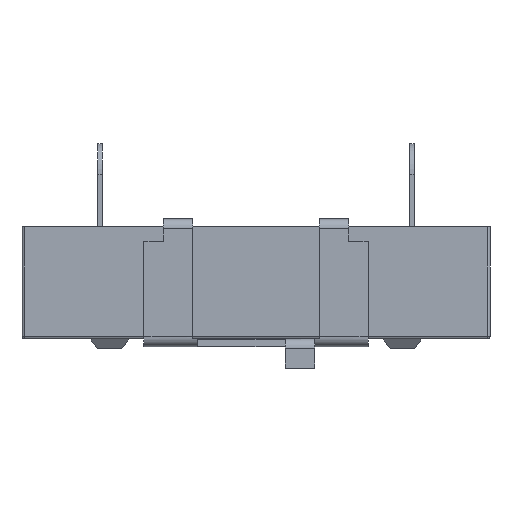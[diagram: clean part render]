
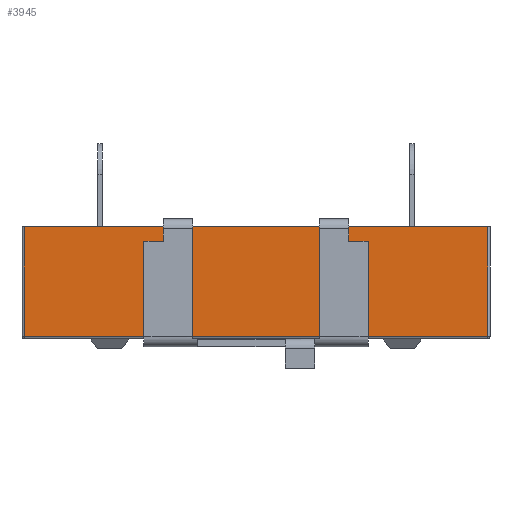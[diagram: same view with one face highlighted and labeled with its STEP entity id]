
A CAD part, front view. The second image highlights one B-rep face of the part: STEP entity #3945.
In plain terms, the highlighted planar face has unit normal (0, -1, 0).
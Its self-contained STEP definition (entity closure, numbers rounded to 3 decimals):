
#155 = LINE ( 'NONE', #3103, #1006 ) ;
#199 = CARTESIAN_POINT ( 'NONE',  ( -25.831, 15.324, 35.113 ) ) ;
#327 = VECTOR ( 'NONE', #3306, 1000. ) ;
#426 = LINE ( 'NONE', #753, #327 ) ;
#427 = EDGE_CURVE ( 'NONE', #469, #3439, #3809, .T. ) ;
#442 = LINE ( 'NONE', #741, #3638 ) ;
#469 = VERTEX_POINT ( 'NONE', #1393 ) ;
#713 = DIRECTION ( 'NONE',  ( 1., 0., 0. ) ) ;
#741 = CARTESIAN_POINT ( 'NONE',  ( 21.919, 15.324, 35.113 ) ) ;
#753 = CARTESIAN_POINT ( 'NONE',  ( 21.669, 15.324, 35.113 ) ) ;
#823 = VERTEX_POINT ( 'NONE', #3771 ) ;
#1006 = VECTOR ( 'NONE', #1516, 1000. ) ;
#1123 = EDGE_CURVE ( 'NONE', #469, #823, #442, .T. ) ;
#1305 = ORIENTED_EDGE ( 'NONE', *, *, #1123, .F. ) ;
#1315 = DIRECTION ( 'NONE',  ( -1., 0., 0. ) ) ;
#1351 = VECTOR ( 'NONE', #4030, 1000. ) ;
#1393 = CARTESIAN_POINT ( 'NONE',  ( -25.831, 15.324, 35.113 ) ) ;
#1516 = DIRECTION ( 'NONE',  ( 1., 0., 0. ) ) ;
#1962 = EDGE_LOOP ( 'NONE', ( #1305, #2830, #1988, #2772 ) ) ;
#1988 = ORIENTED_EDGE ( 'NONE', *, *, #2797, .T. ) ;
#2394 = CARTESIAN_POINT ( 'NONE',  ( 21.669, 15.324, 23.863 ) ) ;
#2571 = PLANE ( 'NONE',  #2582 ) ;
#2582 = AXIS2_PLACEMENT_3D ( 'NONE', #2896, #3229, #1315 ) ;
#2772 = ORIENTED_EDGE ( 'NONE', *, *, #4072, .T. ) ;
#2794 = CARTESIAN_POINT ( 'NONE',  ( -25.831, 15.324, 23.863 ) ) ;
#2797 = EDGE_CURVE ( 'NONE', #3439, #3302, #155, .T. ) ;
#2830 = ORIENTED_EDGE ( 'NONE', *, *, #427, .T. ) ;
#2896 = CARTESIAN_POINT ( 'NONE',  ( 21.919, 15.324, 35.113 ) ) ;
#3103 = CARTESIAN_POINT ( 'NONE',  ( 21.919, 15.324, 23.863 ) ) ;
#3169 = FACE_OUTER_BOUND ( 'NONE', #1962, .T. ) ;
#3229 = DIRECTION ( 'NONE',  ( 0., 1., 0. ) ) ;
#3302 = VERTEX_POINT ( 'NONE', #2394 ) ;
#3306 = DIRECTION ( 'NONE',  ( 0., 0., 1. ) ) ;
#3439 = VERTEX_POINT ( 'NONE', #2794 ) ;
#3638 = VECTOR ( 'NONE', #713, 1000. ) ;
#3771 = CARTESIAN_POINT ( 'NONE',  ( 21.669, 15.324, 35.113 ) ) ;
#3809 = LINE ( 'NONE', #199, #1351 ) ;
#3945 = ADVANCED_FACE ( 'NONE', ( #3169 ), #2571, .F. ) ;
#4030 = DIRECTION ( 'NONE',  ( 0., 0., -1. ) ) ;
#4072 = EDGE_CURVE ( 'NONE', #3302, #823, #426, .T. ) ;
